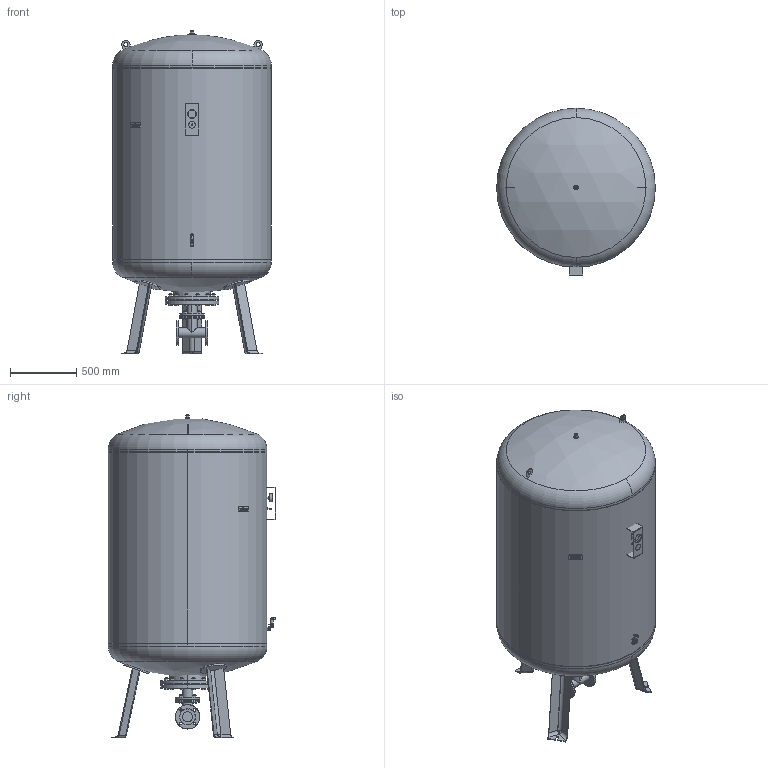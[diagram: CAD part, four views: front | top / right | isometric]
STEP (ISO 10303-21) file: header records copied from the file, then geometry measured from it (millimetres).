
FILE_DESCRIPTION((''),'2;1');
FILE_NAME('3d_DT52000_10bar-7320505.stp','2009-12-29T14:05:50',(''),(''),'Mechanical Desktop 2008','Mechanical Desktop 2008',', , ');
FILE_SCHEMA(('CONFIG_CONTROL_DESIGN'));
Length unit declared in the file: millimetre
Products named in the file (1): Product
Bounding box: 1200 x 1266 x 2450 mm (x, y, z)
Volume: 2045431796.2 mm3; surface area: 15022427.4 mm2
Topology: 31 solids, 31 shells, 777 faces, 1885 edges, 1219 vertices
Faces by surface type: plane 417, cylinder 187, bspline 82, cone 67, sphere 12, torus 12
Entity records: 24407 total; most frequent: CARTESIAN_POINT 5915, DIRECTION 3835, ORIENTED_EDGE 3738, EDGE_CURVE 1869, AXIS2_PLACEMENT_3D 1340, VERTEX_POINT 1219, VECTOR 1155, LINE 1155
